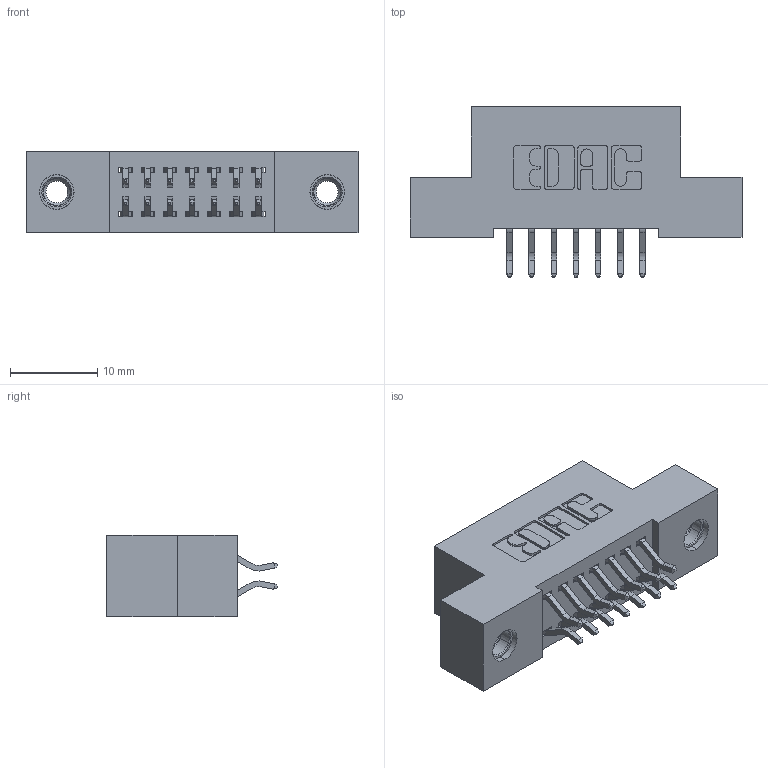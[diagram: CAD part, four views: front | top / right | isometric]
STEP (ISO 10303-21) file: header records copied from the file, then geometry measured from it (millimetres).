
FILE_DESCRIPTION (( 'STEP AP203' ), '1' );
FILE_NAME ('392-014-556-207.STEP', '2019-10-07T02:29:48', ( '' ), ( '' ), 'SwSTEP 2.0', 'SolidWorks 2016', '' );
FILE_SCHEMA (( 'CONFIG_CONTROL_DESIGN' ));
Length unit declared in the file: inch
Products named in the file (4): 345-250-001_345-250-005-103; 392-014-556-207; 342 Part_TI; 345-292-001_556 Tail
Assembly tree (17 placements, depth 2):
  392-014-556-207
    342 Part_TI
    345-292-001_556 Tail  x14
    345-250-001_345-250-005-103  x2
Bounding box: 38.1 x 19.58 x 9.4 mm (x, y, z)
Volume: 3244.6 mm3; surface area: 4431.1 mm2
Topology: 17 solids, 17 shells, 982 faces, 2857 edges, 1878 vertices
Faces by surface type: plane 658, cylinder 308, cone 12, torus 4
Entity records: 10304 total; most frequent: CARTESIAN_POINT 1745, ORIENTED_EDGE 1662, DIRECTION 1573, EDGE_CURVE 831, VECTOR 675, LINE 675, VERTEX_POINT 548, AXIS2_PLACEMENT_3D 449
